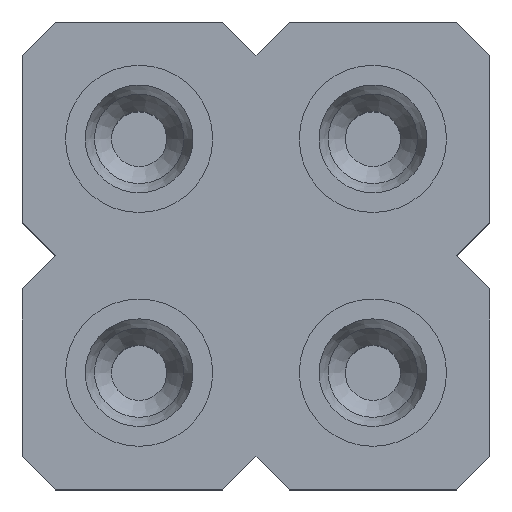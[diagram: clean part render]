
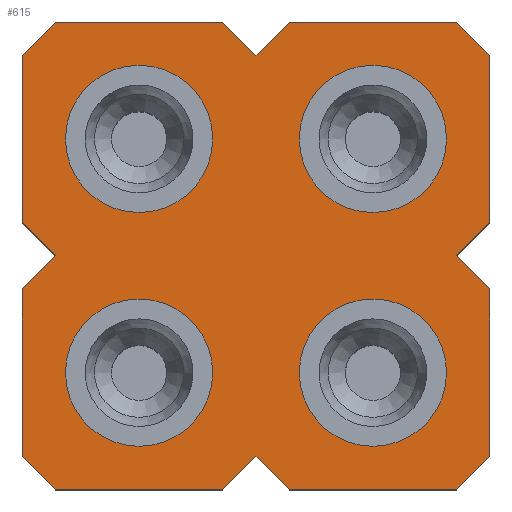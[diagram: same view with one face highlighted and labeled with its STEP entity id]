
A CAD part, top view. The second image highlights one B-rep face of the part: STEP entity #615.
In plain terms, the highlighted planar face has unit normal (0, 0, 1).
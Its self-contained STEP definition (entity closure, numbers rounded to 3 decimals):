
#44=FACE_BOUND('',#135,.T.);
#45=FACE_BOUND('',#136,.T.);
#46=FACE_BOUND('',#137,.T.);
#47=FACE_BOUND('',#138,.T.);
#62=CIRCLE('',#643,0.8);
#64=CIRCLE('',#646,0.8);
#65=CIRCLE('',#658,0.8);
#66=CIRCLE('',#659,0.8);
#97=FACE_OUTER_BOUND('',#134,.T.);
#134=EDGE_LOOP('',(#473,#474,#475,#476,#477,#478,#479,#480,#481,#482,#483,
#484,#485,#486,#487,#488,#489,#490,#491,#492));
#135=EDGE_LOOP('',(#493));
#136=EDGE_LOOP('',(#494));
#137=EDGE_LOOP('',(#495));
#138=EDGE_LOOP('',(#496));
#176=LINE('',#885,#236);
#177=LINE('',#898,#237);
#180=LINE('',#905,#240);
#184=LINE('',#913,#244);
#187=LINE('',#919,#247);
#190=LINE('',#925,#250);
#193=LINE('',#931,#253);
#196=LINE('',#937,#256);
#199=LINE('',#943,#259);
#202=LINE('',#948,#262);
#205=LINE('',#955,#265);
#208=LINE('',#960,#268);
#209=LINE('',#962,#269);
#210=LINE('',#964,#270);
#211=LINE('',#966,#271);
#212=LINE('',#968,#272);
#213=LINE('',#970,#273);
#214=LINE('',#972,#274);
#215=LINE('',#974,#275);
#216=LINE('',#975,#276);
#236=VECTOR('',#705,1.82);
#237=VECTOR('',#720,0.509);
#240=VECTOR('',#725,0.509);
#244=VECTOR('',#731,1.82);
#247=VECTOR('',#736,0.509);
#250=VECTOR('',#741,1.82);
#253=VECTOR('',#746,0.509);
#256=VECTOR('',#751,0.509);
#259=VECTOR('',#756,1.82);
#262=VECTOR('',#761,0.509);
#265=VECTOR('',#766,1.82);
#268=VECTOR('',#771,0.509);
#269=VECTOR('',#772,0.509);
#270=VECTOR('',#773,1.82);
#271=VECTOR('',#774,0.509);
#272=VECTOR('',#775,0.509);
#273=VECTOR('',#776,1.82);
#274=VECTOR('',#777,0.509);
#275=VECTOR('',#778,1.82);
#276=VECTOR('',#779,0.509);
#294=VERTEX_POINT('',#879);
#296=VERTEX_POINT('',#883);
#298=VERTEX_POINT('',#889);
#300=VERTEX_POINT('',#894);
#301=VERTEX_POINT('',#897);
#303=VERTEX_POINT('',#903);
#304=VERTEX_POINT('',#904);
#307=VERTEX_POINT('',#912);
#309=VERTEX_POINT('',#918);
#311=VERTEX_POINT('',#924);
#313=VERTEX_POINT('',#930);
#315=VERTEX_POINT('',#936);
#317=VERTEX_POINT('',#942);
#320=VERTEX_POINT('',#952);
#321=VERTEX_POINT('',#954);
#323=VERTEX_POINT('',#961);
#324=VERTEX_POINT('',#963);
#325=VERTEX_POINT('',#965);
#326=VERTEX_POINT('',#967);
#327=VERTEX_POINT('',#969);
#328=VERTEX_POINT('',#971);
#329=VERTEX_POINT('',#973);
#330=VERTEX_POINT('',#976);
#331=VERTEX_POINT('',#978);
#352=EDGE_CURVE('',#296,#294,#176,.T.);
#354=EDGE_CURVE('',#298,#298,#62,.T.);
#356=EDGE_CURVE('',#300,#300,#64,.T.);
#357=EDGE_CURVE('',#296,#301,#177,.T.);
#360=EDGE_CURVE('',#303,#304,#180,.T.);
#364=EDGE_CURVE('',#304,#307,#184,.T.);
#367=EDGE_CURVE('',#307,#309,#187,.T.);
#370=EDGE_CURVE('',#309,#311,#190,.T.);
#373=EDGE_CURVE('',#311,#313,#193,.T.);
#376=EDGE_CURVE('',#313,#315,#196,.T.);
#379=EDGE_CURVE('',#315,#317,#199,.T.);
#382=EDGE_CURVE('',#317,#294,#202,.T.);
#385=EDGE_CURVE('',#321,#320,#205,.T.);
#388=EDGE_CURVE('',#321,#301,#208,.T.);
#389=EDGE_CURVE('',#323,#320,#209,.T.);
#390=EDGE_CURVE('',#324,#323,#210,.T.);
#391=EDGE_CURVE('',#325,#324,#211,.T.);
#392=EDGE_CURVE('',#326,#325,#212,.T.);
#393=EDGE_CURVE('',#327,#326,#213,.T.);
#394=EDGE_CURVE('',#328,#327,#214,.T.);
#395=EDGE_CURVE('',#329,#328,#215,.T.);
#396=EDGE_CURVE('',#303,#329,#216,.T.);
#397=EDGE_CURVE('',#330,#330,#65,.T.);
#398=EDGE_CURVE('',#331,#331,#66,.T.);
#473=ORIENTED_EDGE('',*,*,#388,.F.);
#474=ORIENTED_EDGE('',*,*,#385,.T.);
#475=ORIENTED_EDGE('',*,*,#389,.F.);
#476=ORIENTED_EDGE('',*,*,#390,.F.);
#477=ORIENTED_EDGE('',*,*,#391,.F.);
#478=ORIENTED_EDGE('',*,*,#392,.F.);
#479=ORIENTED_EDGE('',*,*,#393,.F.);
#480=ORIENTED_EDGE('',*,*,#394,.F.);
#481=ORIENTED_EDGE('',*,*,#395,.F.);
#482=ORIENTED_EDGE('',*,*,#396,.F.);
#483=ORIENTED_EDGE('',*,*,#360,.T.);
#484=ORIENTED_EDGE('',*,*,#364,.T.);
#485=ORIENTED_EDGE('',*,*,#367,.T.);
#486=ORIENTED_EDGE('',*,*,#370,.T.);
#487=ORIENTED_EDGE('',*,*,#373,.T.);
#488=ORIENTED_EDGE('',*,*,#376,.T.);
#489=ORIENTED_EDGE('',*,*,#379,.T.);
#490=ORIENTED_EDGE('',*,*,#382,.T.);
#491=ORIENTED_EDGE('',*,*,#352,.F.);
#492=ORIENTED_EDGE('',*,*,#357,.T.);
#493=ORIENTED_EDGE('',*,*,#354,.F.);
#494=ORIENTED_EDGE('',*,*,#356,.F.);
#495=ORIENTED_EDGE('',*,*,#397,.T.);
#496=ORIENTED_EDGE('',*,*,#398,.T.);
#588=PLANE('',#657);
#615=ADVANCED_FACE('',(#97,#44,#45,#46,#47),#588,.T.);
#643=AXIS2_PLACEMENT_3D('',#890,#710,#711);
#646=AXIS2_PLACEMENT_3D('',#895,#716,#717);
#657=AXIS2_PLACEMENT_3D('',#959,#769,#770);
#658=AXIS2_PLACEMENT_3D('',#977,#780,#781);
#659=AXIS2_PLACEMENT_3D('',#979,#782,#783);
#705=DIRECTION('',(0.,-1.,0.));
#710=DIRECTION('center_axis',(0.,0.,1.));
#711=DIRECTION('ref_axis',(1.,0.,0.));
#716=DIRECTION('center_axis',(0.,0.,1.));
#717=DIRECTION('ref_axis',(1.,0.,0.));
#720=DIRECTION('',(-0.707,0.707,0.));
#725=DIRECTION('',(-0.707,-0.707,0.));
#731=DIRECTION('',(0.,-1.,0.));
#736=DIRECTION('',(0.707,-0.707,0.));
#741=DIRECTION('',(1.,0.,0.));
#746=DIRECTION('',(0.707,0.707,0.));
#751=DIRECTION('',(0.707,-0.707,0.));
#756=DIRECTION('',(1.,0.,0.));
#761=DIRECTION('',(0.707,0.707,0.));
#766=DIRECTION('',(0.,1.,0.));
#769=DIRECTION('center_axis',(0.,0.,1.));
#770=DIRECTION('ref_axis',(1.,0.,0.));
#771=DIRECTION('',(-0.707,-0.707,0.));
#772=DIRECTION('',(0.707,-0.707,0.));
#773=DIRECTION('',(1.,0.,0.));
#774=DIRECTION('',(0.707,0.707,0.));
#775=DIRECTION('',(0.707,-0.707,0.));
#776=DIRECTION('',(1.,0.,0.));
#777=DIRECTION('',(0.707,0.707,0.));
#778=DIRECTION('',(0.,1.,0.));
#779=DIRECTION('',(-0.707,0.707,0.));
#780=DIRECTION('center_axis',(0.,0.,-1.));
#781=DIRECTION('ref_axis',(1.,0.,0.));
#782=DIRECTION('center_axis',(0.,0.,-1.));
#783=DIRECTION('ref_axis',(1.,0.,0.));
#879=CARTESIAN_POINT('',(122.732,55.214,2.75));
#883=CARTESIAN_POINT('',(122.732,57.034,2.75));
#885=CARTESIAN_POINT('',(122.732,56.135,2.75));
#889=CARTESIAN_POINT('',(122.262,56.124,2.75));
#890=CARTESIAN_POINT('Origin',(121.462,56.124,2.75));
#894=CARTESIAN_POINT('',(119.722,56.124,2.75));
#895=CARTESIAN_POINT('Origin',(118.922,56.124,2.75));
#897=CARTESIAN_POINT('',(122.372,57.394,2.75));
#898=CARTESIAN_POINT('',(122.732,57.034,2.75));
#903=CARTESIAN_POINT('',(118.012,57.394,2.75));
#904=CARTESIAN_POINT('',(117.652,57.034,2.75));
#905=CARTESIAN_POINT('',(118.012,57.394,2.75));
#912=CARTESIAN_POINT('',(117.652,55.214,2.75));
#913=CARTESIAN_POINT('',(117.652,57.034,2.75));
#918=CARTESIAN_POINT('',(118.012,54.854,2.75));
#919=CARTESIAN_POINT('',(117.652,55.214,2.75));
#924=CARTESIAN_POINT('',(119.832,54.854,2.75));
#925=CARTESIAN_POINT('',(118.012,54.854,2.75));
#930=CARTESIAN_POINT('',(120.192,55.214,2.75));
#931=CARTESIAN_POINT('',(119.832,54.854,2.75));
#936=CARTESIAN_POINT('',(120.552,54.854,2.75));
#937=CARTESIAN_POINT('',(120.192,55.214,2.75));
#942=CARTESIAN_POINT('',(122.372,54.854,2.75));
#943=CARTESIAN_POINT('',(120.552,54.854,2.75));
#948=CARTESIAN_POINT('',(122.372,54.854,2.75));
#952=CARTESIAN_POINT('',(122.732,59.574,2.75));
#954=CARTESIAN_POINT('',(122.732,57.754,2.75));
#955=CARTESIAN_POINT('',(122.732,58.653,2.75));
#959=CARTESIAN_POINT('Origin',(121.462,58.664,2.75));
#960=CARTESIAN_POINT('',(122.732,57.754,2.75));
#961=CARTESIAN_POINT('',(122.372,59.934,2.75));
#962=CARTESIAN_POINT('',(122.372,59.934,2.75));
#963=CARTESIAN_POINT('',(120.552,59.934,2.75));
#964=CARTESIAN_POINT('',(120.552,59.934,2.75));
#965=CARTESIAN_POINT('',(120.192,59.574,2.75));
#966=CARTESIAN_POINT('',(120.192,59.574,2.75));
#967=CARTESIAN_POINT('',(119.832,59.934,2.75));
#968=CARTESIAN_POINT('',(119.832,59.934,2.75));
#969=CARTESIAN_POINT('',(118.012,59.934,2.75));
#970=CARTESIAN_POINT('',(118.012,59.934,2.75));
#971=CARTESIAN_POINT('',(117.652,59.574,2.75));
#972=CARTESIAN_POINT('',(117.652,59.574,2.75));
#973=CARTESIAN_POINT('',(117.652,57.754,2.75));
#974=CARTESIAN_POINT('',(117.652,57.754,2.75));
#975=CARTESIAN_POINT('',(118.012,57.394,2.75));
#976=CARTESIAN_POINT('',(119.722,58.664,2.75));
#977=CARTESIAN_POINT('Origin',(118.922,58.664,2.75));
#978=CARTESIAN_POINT('',(122.262,58.664,2.75));
#979=CARTESIAN_POINT('Origin',(121.462,58.664,2.75));
